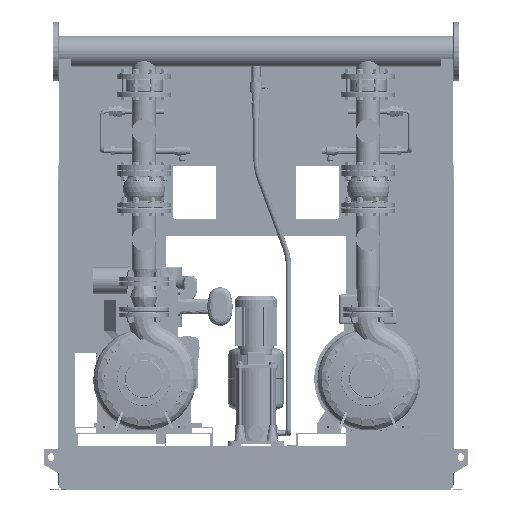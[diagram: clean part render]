
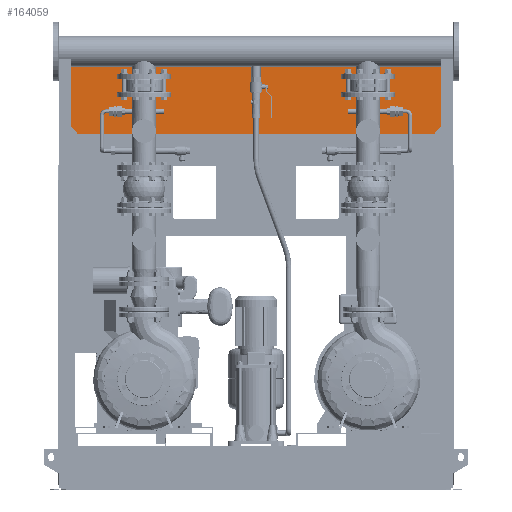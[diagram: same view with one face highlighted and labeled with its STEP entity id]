
A CAD part, left-side view. The second image highlights one B-rep face of the part: STEP entity #164059.
In plain terms, the highlighted planar face has unit normal (-1, 0, 0).
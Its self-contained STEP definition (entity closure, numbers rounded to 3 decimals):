
#163465=CARTESIAN_POINT('',(116.0,687.5,1611.425));
#163466=VERTEX_POINT('',#163465);
#163473=CARTESIAN_POINT('',(116.0,-687.5,1611.425));
#163474=VERTEX_POINT('',#163473);
#163475=CARTESIAN_POINT('',(116.0,-687.5,1611.425));
#163476=DIRECTION('',(0.0,1.0,0.0));
#163477=VECTOR('',#163476,1375.0);
#163478=LINE('',#163475,#163477);
#163479=EDGE_CURVE('',#163474,#163466,#163478,.T.);
#163536=CARTESIAN_POINT('',(116.0,-667.5,1331.425));
#163537=VERTEX_POINT('',#163536);
#163544=CARTESIAN_POINT('',(116.0,667.5,1331.425));
#163545=VERTEX_POINT('',#163544);
#163546=CARTESIAN_POINT('',(116.0,667.5,1331.425));
#163547=DIRECTION('',(0.0,-1.0,0.0));
#163548=VECTOR('',#163547,1335.0);
#163549=LINE('',#163546,#163548);
#163550=EDGE_CURVE('',#163545,#163537,#163549,.T.);
#163607=CARTESIAN_POINT('',(116.0,687.5,1607.425));
#163608=VERTEX_POINT('',#163607);
#163615=CARTESIAN_POINT('',(116.0,687.5,1611.425));
#163616=DIRECTION('',(0.0,0.0,-1.0));
#163617=VECTOR('',#163616,4.0);
#163618=LINE('',#163615,#163617);
#163619=EDGE_CURVE('',#163466,#163608,#163618,.T.);
#163645=CARTESIAN_POINT('',(116.0,730.,1607.425));
#163646=VERTEX_POINT('',#163645);
#163653=CARTESIAN_POINT('',(116.0,687.5,1607.425));
#163654=DIRECTION('',(0.0,1.0,0.0));
#163655=VECTOR('',#163654,42.5);
#163656=LINE('',#163653,#163655);
#163657=EDGE_CURVE('',#163608,#163646,#163656,.T.);
#163676=CARTESIAN_POINT('',(116.0,730.,1356.425));
#163677=VERTEX_POINT('',#163676);
#163684=CARTESIAN_POINT('',(116.0,730.,1607.425));
#163685=DIRECTION('',(0.0,0.0,-1.0));
#163686=VECTOR('',#163685,251.);
#163687=LINE('',#163684,#163686);
#163688=EDGE_CURVE('',#163646,#163677,#163687,.T.);
#163707=CARTESIAN_POINT('',(116.0,687.5,1356.425));
#163708=VERTEX_POINT('',#163707);
#163715=CARTESIAN_POINT('',(116.0,730.,1356.425));
#163716=DIRECTION('',(0.0,-1.0,0.0));
#163717=VECTOR('',#163716,42.5);
#163718=LINE('',#163715,#163717);
#163719=EDGE_CURVE('',#163677,#163708,#163718,.T.);
#163738=CARTESIAN_POINT('',(116.0,667.5,1336.425));
#163739=VERTEX_POINT('',#163738);
#163746=CARTESIAN_POINT('',(116.0,687.5,1356.425));
#163747=DIRECTION('',(0.0,-0.707,-0.707));
#163748=VECTOR('',#163747,28.284);
#163749=LINE('',#163746,#163748);
#163750=EDGE_CURVE('',#163708,#163739,#163749,.T.);
#163777=CARTESIAN_POINT('',(116.0,667.5,1336.425));
#163778=DIRECTION('',(0.0,0.0,-1.0));
#163779=VECTOR('',#163778,5.);
#163780=LINE('',#163777,#163779);
#163781=EDGE_CURVE('',#163739,#163545,#163780,.T.);
#163824=CARTESIAN_POINT('',(116.0,-667.5,1336.425));
#163825=VERTEX_POINT('',#163824);
#163832=CARTESIAN_POINT('',(116.0,-667.5,1331.425));
#163833=DIRECTION('',(0.0,0.0,1.0));
#163834=VECTOR('',#163833,5.0);
#163835=LINE('',#163832,#163834);
#163836=EDGE_CURVE('',#163537,#163825,#163835,.T.);
#163857=CARTESIAN_POINT('',(116.0,-687.5,1356.425));
#163858=VERTEX_POINT('',#163857);
#163865=CARTESIAN_POINT('',(116.0,-667.5,1336.425));
#163866=DIRECTION('',(0.0,-0.707,0.707));
#163867=VECTOR('',#163866,28.284);
#163868=LINE('',#163865,#163867);
#163869=EDGE_CURVE('',#163825,#163858,#163868,.T.);
#163888=CARTESIAN_POINT('',(116.0,-730.,1356.425));
#163889=VERTEX_POINT('',#163888);
#163896=CARTESIAN_POINT('',(116.0,-687.5,1356.425));
#163897=DIRECTION('',(0.0,-1.0,0.0));
#163898=VECTOR('',#163897,42.5);
#163899=LINE('',#163896,#163898);
#163900=EDGE_CURVE('',#163858,#163889,#163899,.T.);
#163919=CARTESIAN_POINT('',(116.0,-730.,1607.425));
#163920=VERTEX_POINT('',#163919);
#163927=CARTESIAN_POINT('',(116.0,-730.,1356.425));
#163928=DIRECTION('',(0.0,0.0,1.0));
#163929=VECTOR('',#163928,251.);
#163930=LINE('',#163927,#163929);
#163931=EDGE_CURVE('',#163889,#163920,#163930,.T.);
#163950=CARTESIAN_POINT('',(116.0,-687.5,1607.425));
#163951=VERTEX_POINT('',#163950);
#163958=CARTESIAN_POINT('',(116.0,-730.,1607.425));
#163959=DIRECTION('',(0.0,1.0,0.0));
#163960=VECTOR('',#163959,42.5);
#163961=LINE('',#163958,#163960);
#163962=EDGE_CURVE('',#163920,#163951,#163961,.T.);
#163989=CARTESIAN_POINT('',(116.0,-687.5,1607.425));
#163990=DIRECTION('',(0.0,0.0,1.0));
#163991=VECTOR('',#163990,4.0);
#163992=LINE('',#163989,#163991);
#163993=EDGE_CURVE('',#163951,#163474,#163992,.T.);
#164038=CARTESIAN_POINT('',(116.0,0.,1473.001));
#164039=DIRECTION('',(1.0,0.0,0.0));
#164040=DIRECTION('',(0.0,0.0,-1.0));
#164041=AXIS2_PLACEMENT_3D('',#164038,#164039,#164040);
#164042=PLANE('',#164041);
#164043=ORIENTED_EDGE('',*,*,#163479,.T.);
#164044=ORIENTED_EDGE('',*,*,#163619,.T.);
#164045=ORIENTED_EDGE('',*,*,#163657,.T.);
#164046=ORIENTED_EDGE('',*,*,#163688,.T.);
#164047=ORIENTED_EDGE('',*,*,#163719,.T.);
#164048=ORIENTED_EDGE('',*,*,#163750,.T.);
#164049=ORIENTED_EDGE('',*,*,#163781,.T.);
#164050=ORIENTED_EDGE('',*,*,#163550,.T.);
#164051=ORIENTED_EDGE('',*,*,#163836,.T.);
#164052=ORIENTED_EDGE('',*,*,#163869,.T.);
#164053=ORIENTED_EDGE('',*,*,#163900,.T.);
#164054=ORIENTED_EDGE('',*,*,#163931,.T.);
#164055=ORIENTED_EDGE('',*,*,#163962,.T.);
#164056=ORIENTED_EDGE('',*,*,#163993,.T.);
#164057=EDGE_LOOP('',(#164043,#164044,#164045,#164046,#164047,#164048,#164049,#164050,#164051,#164052,#164053,#164054,#164055,#164056));
#164058=FACE_OUTER_BOUND('',#164057,.T.);
#164059=ADVANCED_FACE('',(#164058),#164042,.F.);
